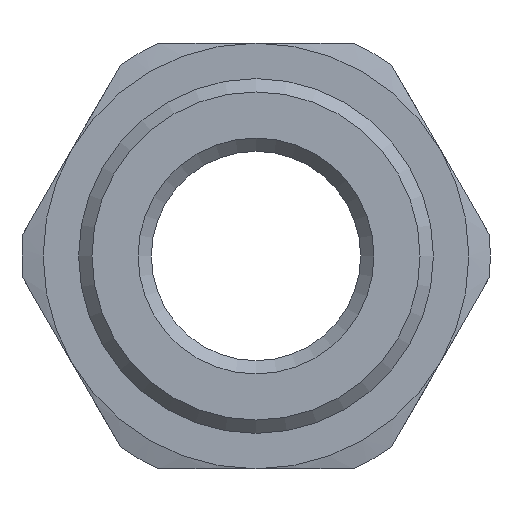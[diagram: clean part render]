
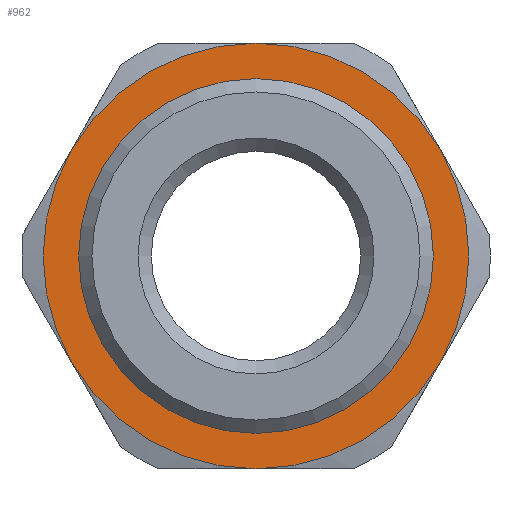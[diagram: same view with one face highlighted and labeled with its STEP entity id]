
A CAD part, left-side view. The second image highlights one B-rep face of the part: STEP entity #962.
In plain terms, the highlighted planar face has unit normal (-1, 0, 0).
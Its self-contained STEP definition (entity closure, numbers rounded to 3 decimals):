
#11 = CIRCLE ( 'NONE', #965, 12. ) ;
#16 = DIRECTION ( 'NONE',  ( 0., 0., -1. ) ) ;
#20 = DIRECTION ( 'NONE',  ( 1., 0., 0. ) ) ;
#44 = CARTESIAN_POINT ( 'NONE',  ( 10.3, 0., 0. ) ) ;
#71 = CIRCLE ( 'NONE', #1011, 12. ) ;
#77 = CIRCLE ( 'NONE', #1008, 12. ) ;
#104 = DIRECTION ( 'NONE',  ( 1., 0., 0. ) ) ;
#108 = CARTESIAN_POINT ( 'NONE',  ( 10.3, 0., 0. ) ) ;
#110 = DIRECTION ( 'NONE',  ( 0., 0., -1. ) ) ;
#121 = AXIS2_PLACEMENT_3D ( 'NONE', #271, #1457, #1343 ) ;
#130 = CARTESIAN_POINT ( 'NONE',  ( 10.3, 0., -10. ) ) ;
#151 = CIRCLE ( 'NONE', #341, 12. ) ;
#159 = CIRCLE ( 'NONE', #121, 10. ) ;
#180 = CARTESIAN_POINT ( 'NONE',  ( 10.3, 0., 12. ) ) ;
#187 = DIRECTION ( 'NONE',  ( 0., 0., -1. ) ) ;
#190 = DIRECTION ( 'NONE',  ( 1., 0., 0. ) ) ;
#193 = CARTESIAN_POINT ( 'NONE',  ( 10.3, 0., 0. ) ) ;
#224 = EDGE_CURVE ( 'NONE', #577, #497, #151, .T. ) ;
#271 = CARTESIAN_POINT ( 'NONE',  ( 10.3, 0., 0. ) ) ;
#282 = EDGE_CURVE ( 'NONE', #1499, #1499, #159, .T. ) ;
#341 = AXIS2_PLACEMENT_3D ( 'NONE', #108, #104, #110 ) ;
#497 = VERTEX_POINT ( 'NONE', #1463 ) ;
#519 = CARTESIAN_POINT ( 'NONE',  ( 10.3, -10.392, -6. ) ) ;
#573 = DIRECTION ( 'NONE',  ( 0., 0., 1. ) ) ;
#574 = DIRECTION ( 'NONE',  ( -1., 0., 0. ) ) ;
#576 = CARTESIAN_POINT ( 'NONE',  ( 10.3, 0., 0. ) ) ;
#577 = VERTEX_POINT ( 'NONE', #1267 ) ;
#688 = ORIENTED_EDGE ( 'NONE', *, *, #282, .T. ) ;
#700 = ORIENTED_EDGE ( 'NONE', *, *, #1313, .F. ) ;
#702 = ORIENTED_EDGE ( 'NONE', *, *, #1417, .F. ) ;
#714 = VERTEX_POINT ( 'NONE', #1200 ) ;
#840 = AXIS2_PLACEMENT_3D ( 'NONE', #193, #190, #187 ) ;
#856 = DIRECTION ( 'NONE',  ( 0., 0., -1. ) ) ;
#863 = DIRECTION ( 'NONE',  ( 1., 0., 0. ) ) ;
#881 = CARTESIAN_POINT ( 'NONE',  ( 10.3, 0., 0. ) ) ;
#911 = DIRECTION ( 'NONE',  ( 1., 0., 0. ) ) ;
#913 = DIRECTION ( 'NONE',  ( 0., 0., -1. ) ) ;
#917 = PLANE ( 'NONE',  #1171 ) ;
#924 = CARTESIAN_POINT ( 'NONE',  ( 10.3, 0., -12. ) ) ;
#927 = CARTESIAN_POINT ( 'NONE',  ( 10.3, 10., 0. ) ) ;
#943 = AXIS2_PLACEMENT_3D ( 'NONE', #576, #574, #573 ) ;
#946 = VERTEX_POINT ( 'NONE', #924 ) ;
#962 = ADVANCED_FACE ( 'NONE', ( #1635, #1627 ), #917, .F. ) ;
#965 = AXIS2_PLACEMENT_3D ( 'NONE', #881, #863, #856 ) ;
#1008 = AXIS2_PLACEMENT_3D ( 'NONE', #1641, #1637, #1620 ) ;
#1011 = AXIS2_PLACEMENT_3D ( 'NONE', #44, #20, #16 ) ;
#1168 = ORIENTED_EDGE ( 'NONE', *, *, #1626, .F. ) ;
#1171 = AXIS2_PLACEMENT_3D ( 'NONE', #927, #911, #913 ) ;
#1200 = CARTESIAN_POINT ( 'NONE',  ( 10.3, -10.392, 6. ) ) ;
#1228 = EDGE_LOOP ( 'NONE', ( #688 ) ) ;
#1253 = ORIENTED_EDGE ( 'NONE', *, *, #1300, .F. ) ;
#1267 = CARTESIAN_POINT ( 'NONE',  ( 10.3, 10.392, -6. ) ) ;
#1300 = EDGE_CURVE ( 'NONE', #946, #577, #71, .T. ) ;
#1313 = EDGE_CURVE ( 'NONE', #714, #1458, #77, .T. ) ;
#1343 = DIRECTION ( 'NONE',  ( 0., 0., -1. ) ) ;
#1375 = EDGE_LOOP ( 'NONE', ( #1253, #1168, #700, #702, #1606, #1610 ) ) ;
#1417 = EDGE_CURVE ( 'NONE', #1642, #714, #11, .T. ) ;
#1443 = EDGE_CURVE ( 'NONE', #1642, #497, #1640, .T. ) ;
#1457 = DIRECTION ( 'NONE',  ( 1., 0., 0. ) ) ;
#1458 = VERTEX_POINT ( 'NONE', #519 ) ;
#1463 = CARTESIAN_POINT ( 'NONE',  ( 10.3, 10.392, 6. ) ) ;
#1499 = VERTEX_POINT ( 'NONE', #130 ) ;
#1524 = CIRCLE ( 'NONE', #840, 12. ) ;
#1606 = ORIENTED_EDGE ( 'NONE', *, *, #1443, .T. ) ;
#1610 = ORIENTED_EDGE ( 'NONE', *, *, #224, .F. ) ;
#1620 = DIRECTION ( 'NONE',  ( 0., 0., -1. ) ) ;
#1626 = EDGE_CURVE ( 'NONE', #1458, #946, #1524, .T. ) ;
#1627 = FACE_OUTER_BOUND ( 'NONE', #1375, .T. ) ;
#1635 = FACE_BOUND ( 'NONE', #1228, .T. ) ;
#1637 = DIRECTION ( 'NONE',  ( 1., 0., 0. ) ) ;
#1640 = CIRCLE ( 'NONE', #943, 12. ) ;
#1641 = CARTESIAN_POINT ( 'NONE',  ( 10.3, 0., 0. ) ) ;
#1642 = VERTEX_POINT ( 'NONE', #180 ) ;
